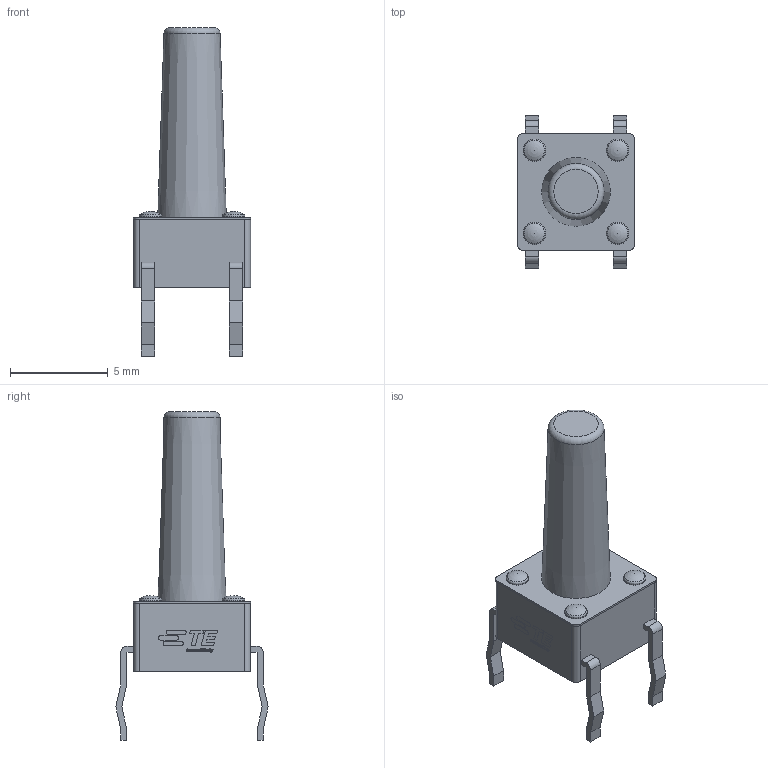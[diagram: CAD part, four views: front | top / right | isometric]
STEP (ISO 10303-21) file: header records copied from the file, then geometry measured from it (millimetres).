
FILE_DESCRIPTION(/* description */ (''),/* implementation_level */ '2;1');
FILE_NAME(/* name */ '2-1825910-7.stp',/* time_stamp */ '2019-08-16T00:14:30+02:00',/* author */ ('Khaled'),/* organization */ (''),/* preprocessor_version */ 'ST-DEVELOPER v17.2',/* originating_system */ 'Autodesk Inventor 2019',/* authorisation */ '');
FILE_SCHEMA (('AUTOMOTIVE_DESIGN { 1 0 10303 214 3 1 1 }'));
Length unit declared in the file: millimetre
Products named in the file (6): 2-1825910-7; arm; body; leads; top; TE Connectivity
Assembly tree (5 placements, depth 2):
  2-1825910-7
    arm
    body
    leads
    top
    TE Connectivity
Bounding box: 5.99 x 7.8 x 16.81 mm (x, y, z)
Volume: 211.3 mm3; surface area: 382.2 mm2
Topology: 25 solids, 25 shells, 346 faces, 897 edges, 601 vertices
Faces by surface type: plane 215, bspline 92, cylinder 29, torus 5, sphere 4, cone 1
Full cylindrical faces by diameter (mm): 1.15 x8
Entity records: 11263 total; most frequent: CARTESIAN_POINT 2753, ORIENTED_EDGE 1786, DIRECTION 1539, EDGE_CURVE 893, LINE 617, VECTOR 617, VERTEX_POINT 601, AXIS2_PLACEMENT_3D 461
